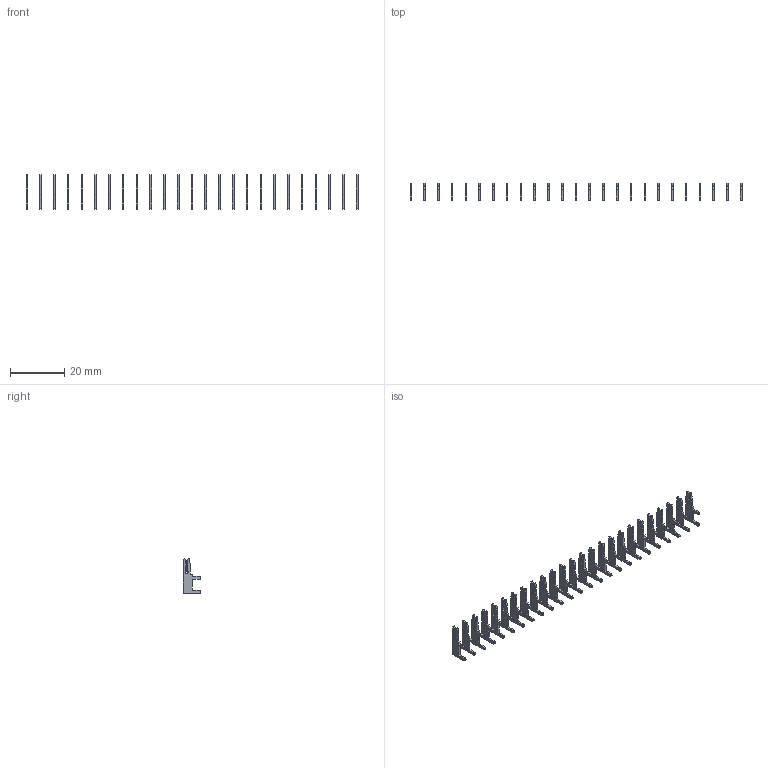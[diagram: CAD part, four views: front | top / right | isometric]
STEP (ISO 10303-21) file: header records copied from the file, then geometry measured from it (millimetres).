
FILE_DESCRIPTION (( 'STEP AP203' ), '1' );
FILE_NAME ('105-025-203-200.STEP', '2020-08-29T23:37:55', ( '' ), ( '' ), 'SwSTEP 2.0', 'SolidWorks 2020', '' );
FILE_SCHEMA (( 'CONFIG_CONTROL_DESIGN' ));
Length unit declared in the file: inch
Products named in the file (2): 105-025-203-200; 100-290-001_100-290-203
Assembly tree (25 placements, depth 2):
  105-025-203-200
    100-290-001_100-290-203  x25
Bounding box: 122.52 x 6.53 x 12.7 mm (x, y, z)
Volume: 631.1 mm3; surface area: 2893 mm2
Topology: 25 solids, 25 shells, 700 faces, 1950 edges, 1300 vertices
Faces by surface type: plane 525, cylinder 175
Entity records: 1864 total; most frequent: DIRECTION 200, CARTESIAN_POINT 198, ORIENTED_EDGE 156, EDGE_CURVE 78, AXIS2_PLACEMENT_3D 70, LOCAL_TIME 60, COORDINATED_UNIVERSAL_TIME_OFFSET 60, VECTOR 60
